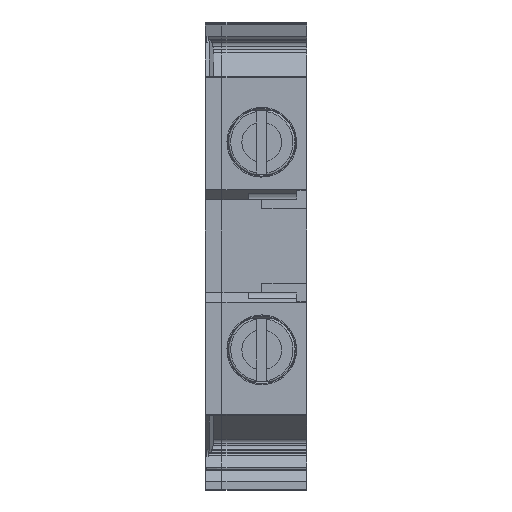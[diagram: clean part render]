
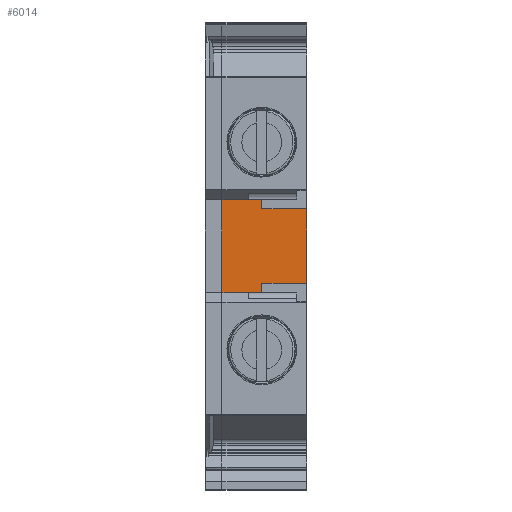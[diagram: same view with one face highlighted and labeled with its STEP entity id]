
A CAD part, top view. The second image highlights one B-rep face of the part: STEP entity #6014.
In plain terms, the highlighted planar face has unit normal (0, 0, 1).
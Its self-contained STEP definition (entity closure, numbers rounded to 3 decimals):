
#5983=AXIS2_PLACEMENT_3D('Plane Axis2P3D',#5980,#5981,#5982) ;
#2053=CARTESIAN_POINT('Vertex',(6.1,16.9,24.975)) ;
#2056=CARTESIAN_POINT('Line Origine',(6.1,14.65,24.975)) ;
#2060=CARTESIAN_POINT('Vertex',(6.1,12.4,24.975)) ;
#3986=CARTESIAN_POINT('Line Origine',(4.75,12.4,24.975)) ;
#3990=CARTESIAN_POINT('Vertex',(3.4,12.4,24.975)) ;
#4021=CARTESIAN_POINT('Vertex',(3.4,16.9,24.975)) ;
#4024=CARTESIAN_POINT('Line Origine',(4.75,16.9,24.975)) ;
#4781=CARTESIAN_POINT('Line Origine',(3.4,12.125,24.975)) ;
#4785=CARTESIAN_POINT('Vertex',(3.4,11.85,24.975)) ;
#4804=CARTESIAN_POINT('Vertex',(3.4,17.45,24.975)) ;
#4807=CARTESIAN_POINT('Line Origine',(3.4,17.175,24.975)) ;
#5980=CARTESIAN_POINT('Axis2P3D Location',(0.,14.65,24.975)) ;
#5985=CARTESIAN_POINT('Line Origine',(2.2,11.85,24.975)) ;
#5989=CARTESIAN_POINT('Vertex',(1.,11.85,24.975)) ;
#5992=CARTESIAN_POINT('Line Origine',(2.2,17.45,24.975)) ;
#5996=CARTESIAN_POINT('Vertex',(1.,17.45,24.975)) ;
#5999=CARTESIAN_POINT('Line Origine',(1.,14.65,24.975)) ;
#2057=DIRECTION('Vector Direction',(0.,-1.,0.)) ;
#3987=DIRECTION('Vector Direction',(1.,0.,0.)) ;
#4025=DIRECTION('Vector Direction',(1.,0.,0.)) ;
#4782=DIRECTION('Vector Direction',(0.,-1.,0.)) ;
#4808=DIRECTION('Vector Direction',(0.,1.,0.)) ;
#5981=DIRECTION('Axis2P3D Direction',(0.,0.,1.)) ;
#5982=DIRECTION('Axis2P3D XDirection',(0.,-1.,0.)) ;
#5986=DIRECTION('Vector Direction',(1.,0.,0.)) ;
#5993=DIRECTION('Vector Direction',(1.,0.,0.)) ;
#6000=DIRECTION('Vector Direction',(0.,-1.,0.)) ;
#2058=VECTOR('Line Direction',#2057,1.) ;
#3988=VECTOR('Line Direction',#3987,1.) ;
#4026=VECTOR('Line Direction',#4025,1.) ;
#4783=VECTOR('Line Direction',#4782,1.) ;
#4809=VECTOR('Line Direction',#4808,1.) ;
#5987=VECTOR('Line Direction',#5986,1.) ;
#5994=VECTOR('Line Direction',#5993,1.) ;
#6001=VECTOR('Line Direction',#6000,1.) ;
#6005=ORIENTED_EDGE('',*,*,#5991,.T.) ;
#6006=ORIENTED_EDGE('',*,*,#4787,.F.) ;
#6007=ORIENTED_EDGE('',*,*,#3992,.T.) ;
#6008=ORIENTED_EDGE('',*,*,#2062,.T.) ;
#6009=ORIENTED_EDGE('',*,*,#4028,.T.) ;
#6010=ORIENTED_EDGE('',*,*,#4811,.F.) ;
#6011=ORIENTED_EDGE('',*,*,#5998,.T.) ;
#6012=ORIENTED_EDGE('',*,*,#6003,.T.) ;
#6014=ADVANCED_FACE('ISKA_AKE4',(#6013),#5984,.T.) ;
#2062=EDGE_CURVE('',#2061,#2054,#2059,.F.) ;
#3992=EDGE_CURVE('',#3991,#2061,#3989,.T.) ;
#4028=EDGE_CURVE('',#2054,#4022,#4027,.F.) ;
#4787=EDGE_CURVE('',#3991,#4786,#4784,.T.) ;
#4811=EDGE_CURVE('',#4805,#4022,#4810,.F.) ;
#5991=EDGE_CURVE('',#5990,#4786,#5988,.T.) ;
#5998=EDGE_CURVE('',#4805,#5997,#5995,.F.) ;
#6003=EDGE_CURVE('',#5997,#5990,#6002,.T.) ;
#6004=EDGE_LOOP('',(#6005,#6006,#6007,#6008,#6009,#6010,#6011,#6012)) ;
#6013=FACE_OUTER_BOUND('',#6004,.T.) ;
#2059=LINE('Line',#2056,#2058) ;
#3989=LINE('Line',#3986,#3988) ;
#4027=LINE('Line',#4024,#4026) ;
#4784=LINE('Line',#4781,#4783) ;
#4810=LINE('Line',#4807,#4809) ;
#5988=LINE('Line',#5985,#5987) ;
#5995=LINE('Line',#5992,#5994) ;
#6002=LINE('Line',#5999,#6001) ;
#5984=PLANE('',#5983) ;
#2054=VERTEX_POINT('',#2053) ;
#2061=VERTEX_POINT('',#2060) ;
#3991=VERTEX_POINT('',#3990) ;
#4022=VERTEX_POINT('',#4021) ;
#4786=VERTEX_POINT('',#4785) ;
#4805=VERTEX_POINT('',#4804) ;
#5990=VERTEX_POINT('',#5989) ;
#5997=VERTEX_POINT('',#5996) ;
